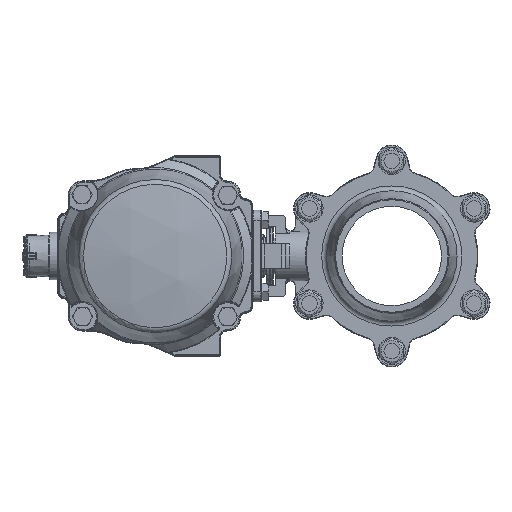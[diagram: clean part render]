
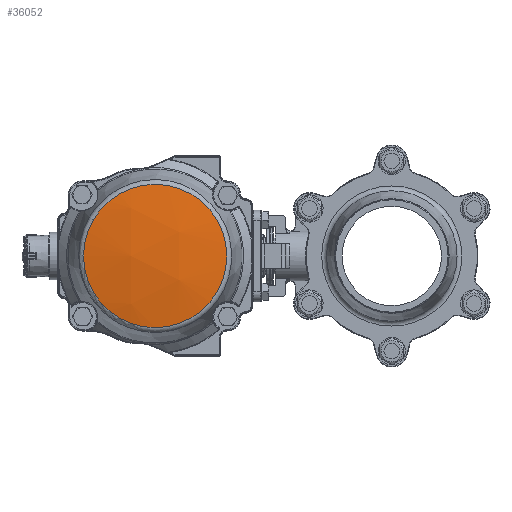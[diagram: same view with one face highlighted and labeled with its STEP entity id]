
A CAD part, left-side view. The second image highlights one B-rep face of the part: STEP entity #36052.
In plain terms, the highlighted spherical face has radius 420 mm.
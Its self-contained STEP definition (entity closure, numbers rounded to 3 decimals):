
#173=SPHERICAL_SURFACE('',#38756,420.);
#12079=ORIENTED_EDGE('',*,*,#17448,.T.);
#17448=EDGE_CURVE('',#20618,#20618,#22202,.T.);
#20618=VERTEX_POINT('',#89551);
#22202=CIRCLE('',#38757,72.053);
#24311=EDGE_LOOP('',(#12079));
#26536=FACE_BOUND('',#24311,.T.);
#36052=ADVANCED_FACE('',(#26536),#173,.T.);
#38756=AXIS2_PLACEMENT_3D('',#89549,#45228,#45229);
#38757=AXIS2_PLACEMENT_3D('',#89550,#45230,#45231);
#45228=DIRECTION('',(0.,-1.,0.));
#45229=DIRECTION('',(1.,0.,0.));
#45230=DIRECTION('',(0.,0.,-1.));
#45231=DIRECTION('',(-1.,0.,0.));
#89549=CARTESIAN_POINT('',(0.,0.,188.45));
#89550=CARTESIAN_POINT('',(0.,0.,-225.323));
#89551=CARTESIAN_POINT('',(-72.053,0.,-225.323));
